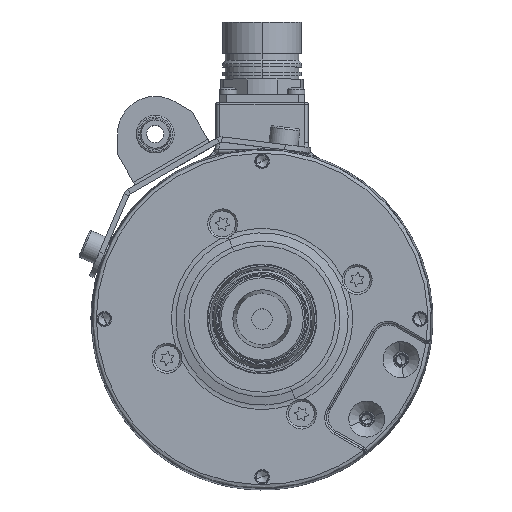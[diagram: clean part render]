
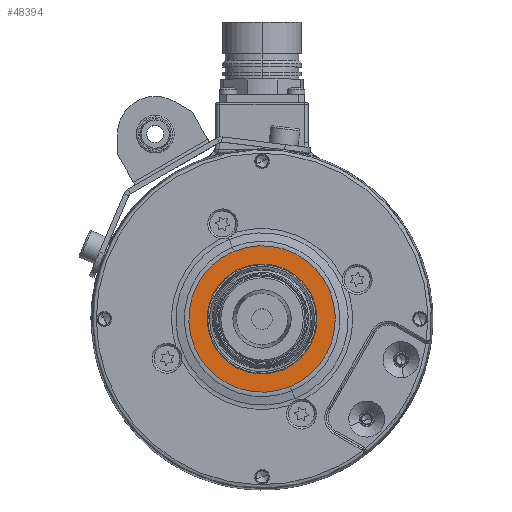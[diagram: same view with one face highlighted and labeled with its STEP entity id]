
A CAD part, top view. The second image highlights one B-rep face of the part: STEP entity #48394.
In plain terms, the highlighted planar face has unit normal (0, 0, 1).
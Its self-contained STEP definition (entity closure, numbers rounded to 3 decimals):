
#14971=CARTESIAN_POINT('',(0.,0.,-36.6));
#14972=DIRECTION('',(0.,0.,-1.));
#14973=DIRECTION('',(-0.383,0.924,0.));
#14974=AXIS2_PLACEMENT_3D('',#14971,#14972,#14973);
#14976=CARTESIAN_POINT('',(0.,0.,-36.6));
#14977=DIRECTION('',(0.,0.,-1.));
#14978=DIRECTION('',(0.383,-0.924,0.));
#14979=AXIS2_PLACEMENT_3D('',#14976,#14977,#14978);
#14981=CARTESIAN_POINT('',(0.,0.,-36.6));
#14982=DIRECTION('',(0.,0.,1.));
#14983=DIRECTION('',(0.924,0.383,0.));
#14984=AXIS2_PLACEMENT_3D('',#14981,#14982,#14983);
#14986=CARTESIAN_POINT('',(0.,0.,-36.6));
#14987=DIRECTION('',(0.,0.,1.));
#14988=DIRECTION('',(-0.924,-0.383,0.));
#14989=AXIS2_PLACEMENT_3D('',#14986,#14987,#14988);
#32305=CARTESIAN_POINT('',(-8.167,19.717,-36.6));
#32306=CARTESIAN_POINT('',(8.167,-19.717,-36.6));
#32307=VERTEX_POINT('',#32305);
#32308=VERTEX_POINT('',#32306);
#32636=CARTESIAN_POINT('',(14.782,6.123,-36.6));
#32637=CARTESIAN_POINT('',(-14.782,-6.123,-36.6));
#32638=VERTEX_POINT('',#32636);
#32639=VERTEX_POINT('',#32637);
#48379=CARTESIAN_POINT('',(0.,0.,-36.6));
#48380=DIRECTION('',(0.,0.,-1.));
#48381=DIRECTION('',(0.383,-0.924,0.));
#48382=AXIS2_PLACEMENT_3D('',#48379,#48380,#48381);
#48383=PLANE('',#48382);
#48385=ORIENTED_EDGE('',*,*,#48384,.T.);
#48387=ORIENTED_EDGE('',*,*,#48386,.T.);
#48388=EDGE_LOOP('',(#48385,#48387));
#48389=FACE_OUTER_BOUND('',#48388,.F.);
#48390=ORIENTED_EDGE('',*,*,#48361,.T.);
#48391=ORIENTED_EDGE('',*,*,#48346,.T.);
#48392=EDGE_LOOP('',(#48390,#48391));
#48393=FACE_BOUND('',#48392,.F.);
#14975=CIRCLE('',#14974,21.342);
#14980=CIRCLE('',#14979,21.342);
#14985=CIRCLE('',#14984,16.);
#14990=CIRCLE('',#14989,16.);
#48346=EDGE_CURVE('',#32639,#32638,#14990,.T.);
#48361=EDGE_CURVE('',#32638,#32639,#14985,.T.);
#48384=EDGE_CURVE('',#32307,#32308,#14975,.T.);
#48386=EDGE_CURVE('',#32308,#32307,#14980,.T.);
#48394=ADVANCED_FACE('',(#48389,#48393),#48383,.F.);
